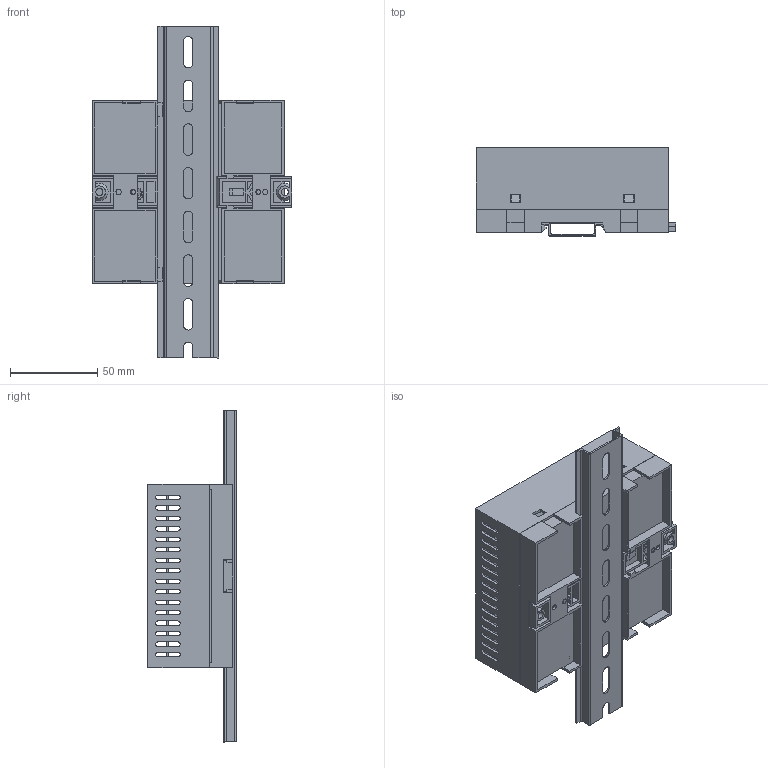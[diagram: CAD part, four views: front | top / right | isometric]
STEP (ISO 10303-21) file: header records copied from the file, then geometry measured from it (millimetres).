
FILE_DESCRIPTION (( 'STEP AP214' ), '1' );
FILE_NAME ('CSCV-105.STEP', '2024-02-24T07:11:20', ( '' ), ( '' ), 'SwSTEP 2.0', 'SolidWorks 2017', '' );
FILE_SCHEMA (( 'AUTOMOTIVE_DESIGN' ));
Length unit declared in the file: millimetre
Products named in the file (10): CSCV-105; CECP-105^CEB-105; Clip-Big; Screw-small; Clip-Small; Rail-35-190mm; BasePCB-CEBP-105-01; Screw-smallest; Body-105; TopCover-CECC-105
Assembly tree (13 placements, depth 2):
  CSCV-105
    Body-105
    Clip-Big
    Clip-Small
    BasePCB-CEBP-105-01
    Screw-small  x2
    Rail-35-190mm
    TopCover-CECC-105
    CECP-105^CEB-105
    Screw-smallest  x4
Bounding box: 114.3 x 50.55 x 190 mm (x, y, z)
Volume: 110067.5 mm3; surface area: 156274 mm2
Topology: 13 solids, 13 shells, 798 faces, 2216 edges, 1446 vertices
Faces by surface type: plane 542, cylinder 178, cone 40, torus 22, bspline 16
Entity records: 22916 total; most frequent: CARTESIAN_POINT 4210, ORIENTED_EDGE 3892, DIRECTION 3638, EDGE_CURVE 1946, LINE 1540, VECTOR 1540, VERTEX_POINT 1279, AXIS2_PLACEMENT_3D 1049
